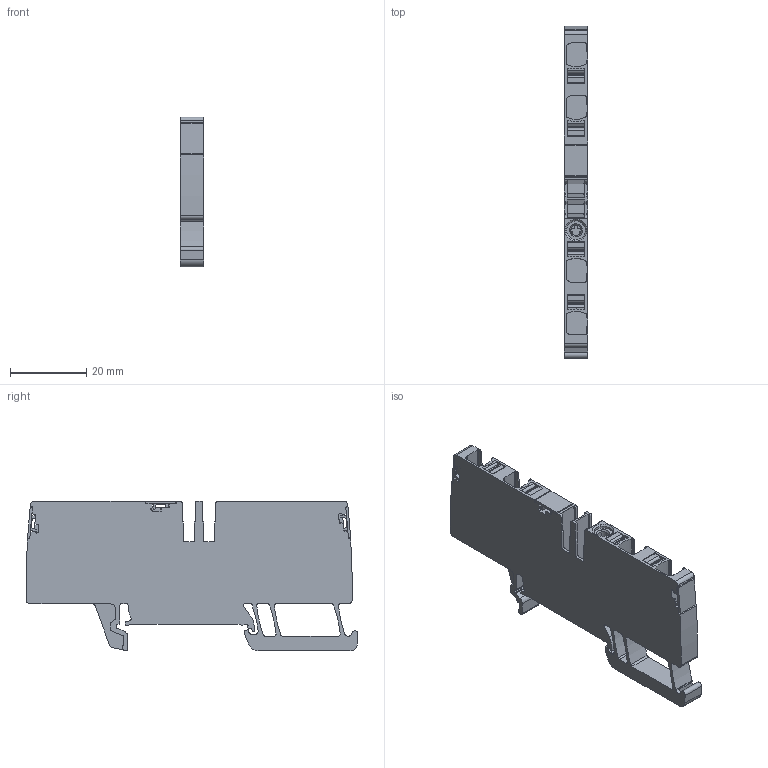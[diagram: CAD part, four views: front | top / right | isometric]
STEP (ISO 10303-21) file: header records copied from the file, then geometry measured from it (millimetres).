
FILE_DESCRIPTION(('CATIA V5R22 STEP214','CAx-IF Rec.Pracs.--- Model Styling and Organization---1.4--- 2014-01-23'),'2;1');
FILE_NAME ('1135605-1_1', '2019-07-03T09:07:31+00:00', ('Weidmueller Interface'), ('Weidmueller'), 'CATIA Version 5-6 Release 2016 SP3 HF44', 'CATIA V5 STEP AP214', 'none');
FILE_SCHEMA(('AUTOMOTIVE_DESIGN { 1 0 10303 214 1 1 1 1 }'));
Length unit declared in the file: millimetre
Products named in the file (1): 2674850000_A4C_4_DL_BL
Bounding box: 6.1 x 87.29 x 39.45 mm (x, y, z)
Volume: 14022.3 mm3; surface area: 9592.8 mm2
Topology: 8 solids, 8 shells, 713 faces, 2021 edges, 1340 vertices
Faces by surface type: plane 369, cylinder 282, extrusion 38, torus 20, cone 4
Entity records: 22601 total; most frequent: CARTESIAN_POINT 4595, ORIENTED_EDGE 4042, DIRECTION 3128, EDGE_CURVE 2021, VECTOR 1380, LINE 1342, VERTEX_POINT 1340, AXIS2_PLACEMENT_3D 1176
